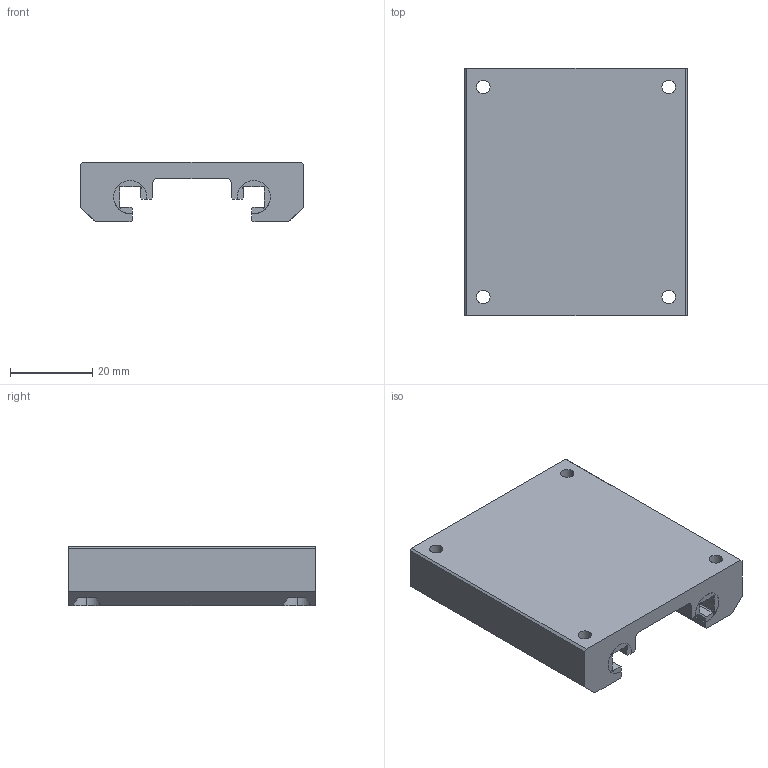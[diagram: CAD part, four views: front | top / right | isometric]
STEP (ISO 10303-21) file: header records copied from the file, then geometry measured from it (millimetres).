
FILE_DESCRIPTION(('STEP AP214'),'1');
FILE_NAME('cctmp_C9A5244D-AB70-4530-A39C-804D17FC2FD4_2025_07_23_21_42_45_0693_189116..stp','2025-07-23T19:42:45',('igus GmbH'),('CADClick - www.CADClick.com'),'Spatial InterOp 3D',' ','unknown authorization');
FILE_SCHEMA(('AUTOMOTIVE_DESIGN'));
Length unit declared in the file: millimetre
Products named in the file (1): 2025_07_23_21_42_45_0693
Bounding box: 54 x 60 x 14.5 mm (x, y, z)
Volume: 26806.4 mm3; surface area: 15152 mm2
Topology: 1 solids, 1 shells, 146 faces, 416 edges, 272 vertices
Faces by surface type: cylinder 76, plane 70
Entity records: 6016 total; most frequent: DIRECTION 886, CARTESIAN_POINT 835, ORIENTED_EDGE 832, EDGE_CURVE 416, AXIS2_PLACEMENT_3D 323, VERTEX_POINT 272, LINE 240, VECTOR 240
